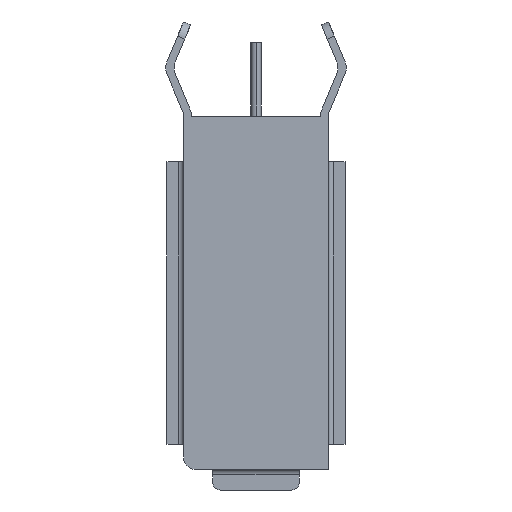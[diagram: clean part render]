
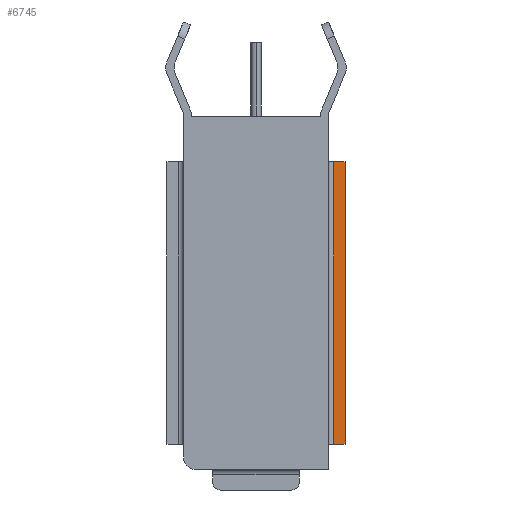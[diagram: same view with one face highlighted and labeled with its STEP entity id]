
A CAD part, left-side view. The second image highlights one B-rep face of the part: STEP entity #6745.
In plain terms, the highlighted planar face has unit normal (-1, 0, 0).
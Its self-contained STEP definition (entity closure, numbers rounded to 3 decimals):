
#51 = PLANE ( 'NONE',  #11996 ) ;
#578 = VERTEX_POINT ( 'NONE', #12775 ) ;
#703 = ORIENTED_EDGE ( 'NONE', *, *, #5482, .T. ) ;
#1580 = DIRECTION ( 'NONE',  ( 0., 0., -1. ) ) ;
#2106 = DIRECTION ( 'NONE',  ( 0., 0., -1. ) ) ;
#2673 = CARTESIAN_POINT ( 'NONE',  ( 13.4, -0.05, 7.35 ) ) ;
#3797 = DIRECTION ( 'NONE',  ( 0., 1., 0. ) ) ;
#3808 = FACE_OUTER_BOUND ( 'NONE', #8218, .T. ) ;
#3987 = VECTOR ( 'NONE', #8193, 1000. ) ;
#4060 = CARTESIAN_POINT ( 'NONE',  ( 13.4, 0.4, -6.05 ) ) ;
#4345 = CARTESIAN_POINT ( 'NONE',  ( 13.4, -0.05, -5.55 ) ) ;
#4843 = EDGE_CURVE ( 'NONE', #10507, #11287, #13948, .T. ) ;
#5409 = EDGE_CURVE ( 'NONE', #578, #7774, #9738, .T. ) ;
#5482 = EDGE_CURVE ( 'NONE', #11287, #578, #11605, .T. ) ;
#5654 = EDGE_CURVE ( 'NONE', #10507, #7774, #12083, .T. ) ;
#6344 = VECTOR ( 'NONE', #1580, 1000. ) ;
#6745 = ADVANCED_FACE ( 'NONE', ( #3808 ), #51, .F. ) ;
#6811 = DIRECTION ( 'NONE',  ( 0., 0., -1. ) ) ;
#7774 = VERTEX_POINT ( 'NONE', #4345 ) ;
#8065 = ORIENTED_EDGE ( 'NONE', *, *, #4843, .T. ) ;
#8193 = DIRECTION ( 'NONE',  ( 0., -1., 0. ) ) ;
#8218 = EDGE_LOOP ( 'NONE', ( #11686, #8065, #703, #8731 ) ) ;
#8576 = DIRECTION ( 'NONE',  ( 1., 0., 0. ) ) ;
#8731 = ORIENTED_EDGE ( 'NONE', *, *, #5409, .T. ) ;
#9149 = CARTESIAN_POINT ( 'NONE',  ( 13.4, 6.95, 5.55 ) ) ;
#9292 = CARTESIAN_POINT ( 'NONE',  ( 13.4, 6.95, -5.55 ) ) ;
#9738 = LINE ( 'NONE', #9292, #3987 ) ;
#10507 = VERTEX_POINT ( 'NONE', #13514 ) ;
#10933 = CARTESIAN_POINT ( 'NONE',  ( 13.4, 0.4, 5.55 ) ) ;
#11125 = VECTOR ( 'NONE', #3797, 1000. ) ;
#11282 = VECTOR ( 'NONE', #6811, 1000. ) ;
#11287 = VERTEX_POINT ( 'NONE', #10933 ) ;
#11605 = LINE ( 'NONE', #4060, #11282 ) ;
#11686 = ORIENTED_EDGE ( 'NONE', *, *, #5654, .F. ) ;
#11996 = AXIS2_PLACEMENT_3D ( 'NONE', #13258, #8576, #2106 ) ;
#12083 = LINE ( 'NONE', #2673, #6344 ) ;
#12775 = CARTESIAN_POINT ( 'NONE',  ( 13.4, 0.4, -5.55 ) ) ;
#13258 = CARTESIAN_POINT ( 'NONE',  ( 13.4, 6.95, 7.35 ) ) ;
#13514 = CARTESIAN_POINT ( 'NONE',  ( 13.4, -0.05, 5.55 ) ) ;
#13948 = LINE ( 'NONE', #9149, #11125 ) ;
